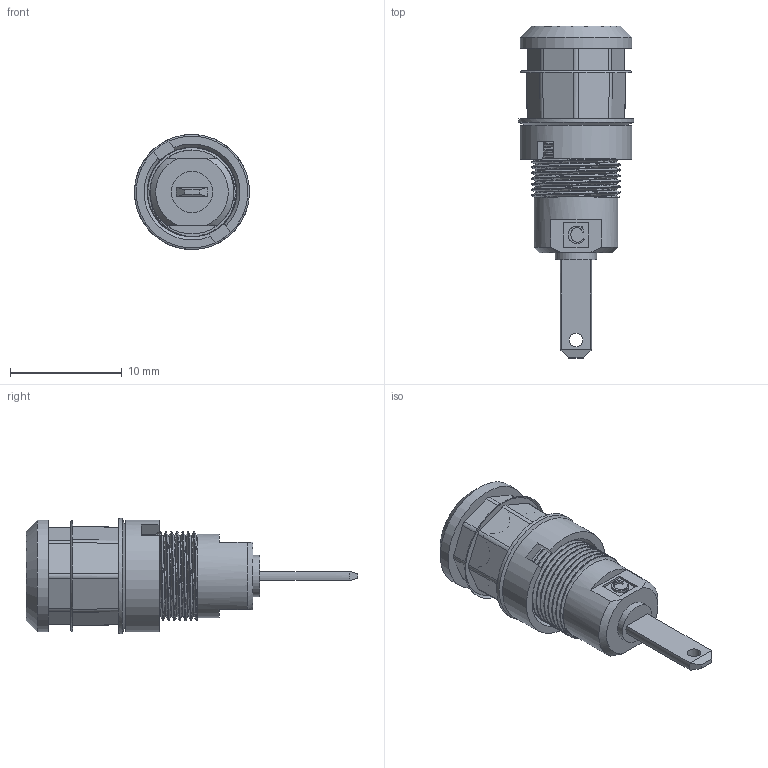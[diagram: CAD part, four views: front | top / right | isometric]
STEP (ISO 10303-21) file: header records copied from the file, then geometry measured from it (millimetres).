
FILE_DESCRIPTION(/* description */ (''),/* implementation_level */ '2;1');
FILE_NAME(/* name */ 'FCR7360Y S18.stp',/* time_stamp */ '2023-01-10T12:03:23+00:00',/* author */ ('TOttley'),/* organization */ (''),/* preprocessor_version */ 'ST-DEVELOPER v18.1',/* originating_system */ 'Autodesk Inventor 2022',/* authorisation */ '');
FILE_SCHEMA (('AUTOMOTIVE_DESIGN { 1 0 10303 214 3 1 1 }'));
Length unit declared in the file: millimetre
Products named in the file (1): Part2
Bounding box: 10.3 x 29.7 x 10.3 mm (x, y, z)
Volume: 983.4 mm3; surface area: 1912.7 mm2
Topology: 2 solids, 2 shells, 177 faces, 502 edges, 323 vertices
Faces by surface type: plane 73, cylinder 60, cone 22, bspline 17, torus 5
Full cylindrical faces by diameter (mm): 1.2 x2, 2.05 x1, 2.95 x1, 3.7 x1, 7.5 x1, 8 x14, 8.2 x1, 10 x2, 10.3 x1
Entity records: 13905 total; most frequent: CARTESIAN_POINT 9366, ORIENTED_EDGE 1002, DIRECTION 777, EDGE_CURVE 501, VERTEX_POINT 323, AXIS2_PLACEMENT_3D 284, LINE 209, VECTOR 209
